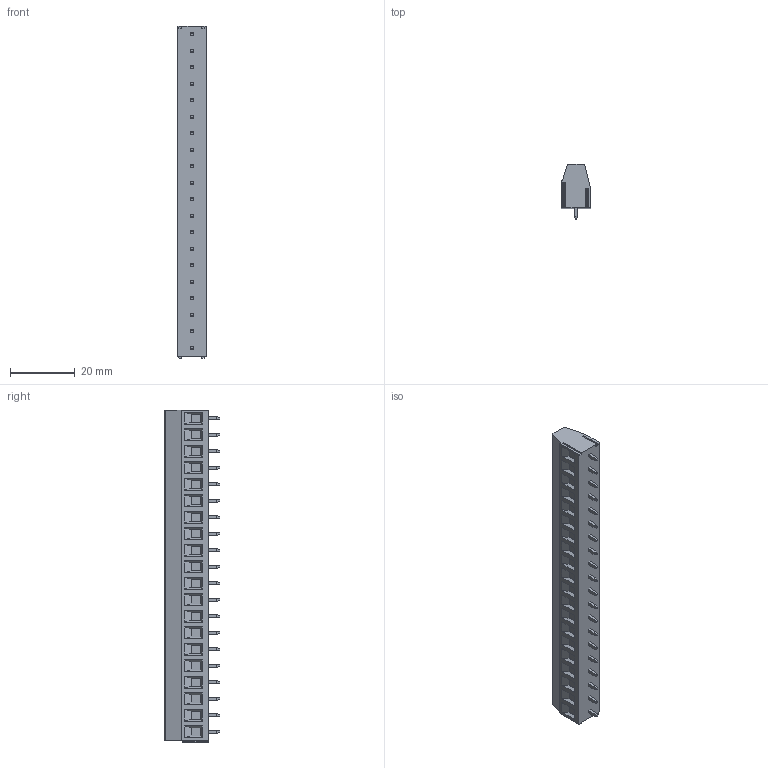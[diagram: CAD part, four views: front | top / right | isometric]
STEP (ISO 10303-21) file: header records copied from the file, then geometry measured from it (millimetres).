
FILE_DESCRIPTION((''),'2;1');
FILE_NAME('PRT0053','2025-01-13T',('yanfa'),(''),'PRO/ENGINEER BY PARAMETRIC TECHNOLOGY CORPORATION, 2009280','PRO/ENGINEER BY PARAMETRIC TECHNOLOGY CORPORATION, 2009280','');
FILE_SCHEMA(('AUTOMOTIVE_DESIGN_CC2 { 1 2 10303 214 -1 1 5 2 }'));
Length unit declared in the file: millimetre
Products named in the file (1): PRT0053
Bounding box: 9 x 17 x 102.2 mm (x, y, z)
Volume: 10512 mm3; surface area: 5551.1 mm2
Topology: 1 solids, 1 shells, 775 faces, 1859 edges, 1146 vertices
Faces by surface type: plane 525, cylinder 130, cone 80, torus 40
Entity records: 22313 total; most frequent: CARTESIAN_POINT 4180, DIRECTION 3749, ORIENTED_EDGE 3718, EDGE_CURVE 1859, VECTOR 1359, LINE 1359, AXIS2_PLACEMENT_3D 1195, VERTEX_POINT 1146
